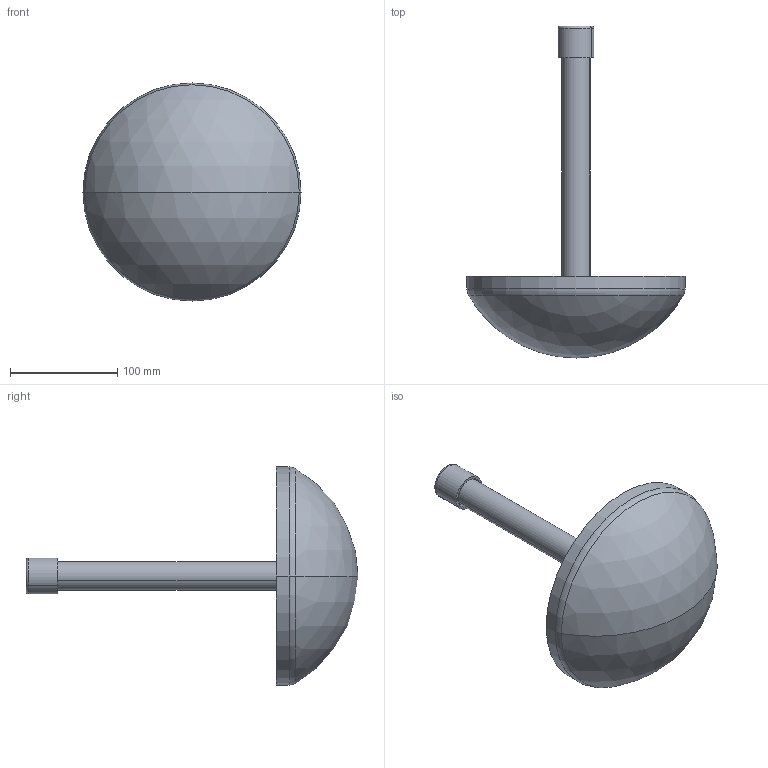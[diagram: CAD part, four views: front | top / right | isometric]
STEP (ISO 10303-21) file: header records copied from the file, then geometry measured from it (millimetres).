
FILE_DESCRIPTION (( 'STEP AP214' ), '1' );
FILE_NAME ('am-4291_Red Wobble Goal.STEP', '2020-09-09T14:41:37', ( '' ), ( '' ), 'SwSTEP 2.0', 'SolidWorks 2019', '' );
FILE_SCHEMA (( 'AUTOMOTIVE_DESIGN' ));
Length unit declared in the file: inch
Products named in the file (6): Push In Rivet; am-4291_Red Wobble Goal; End Cap; Wobble Goal 2 Routed Upper_Red; Wobble Goal 2 Molded Lower; Wobble Goal 1 Pipe_Red
Assembly tree (10 placements, depth 2):
  am-4291_Red Wobble Goal
    Wobble Goal 2 Molded Lower
    Wobble Goal 2 Routed Upper_Red
    Wobble Goal 1 Pipe_Red
    End Cap
    Push In Rivet  x6
Bounding box: 203.2 x 309.26 x 203.2 mm (x, y, z)
Volume: 432518.6 mm3; surface area: 318559.2 mm2
Topology: 10 solids, 10 shells, 403 faces, 1049 edges, 686 vertices
Faces by surface type: cylinder 187, plane 119, sphere 38, cone 26, torus 20, bspline 13
Entity records: 13306 total; most frequent: CARTESIAN_POINT 4182, ORIENTED_EDGE 1898, DIRECTION 1867, EDGE_CURVE 949, AXIS2_PLACEMENT_3D 772, VERTEX_POINT 626, CIRCLE 424, EDGE_LOOP 379
